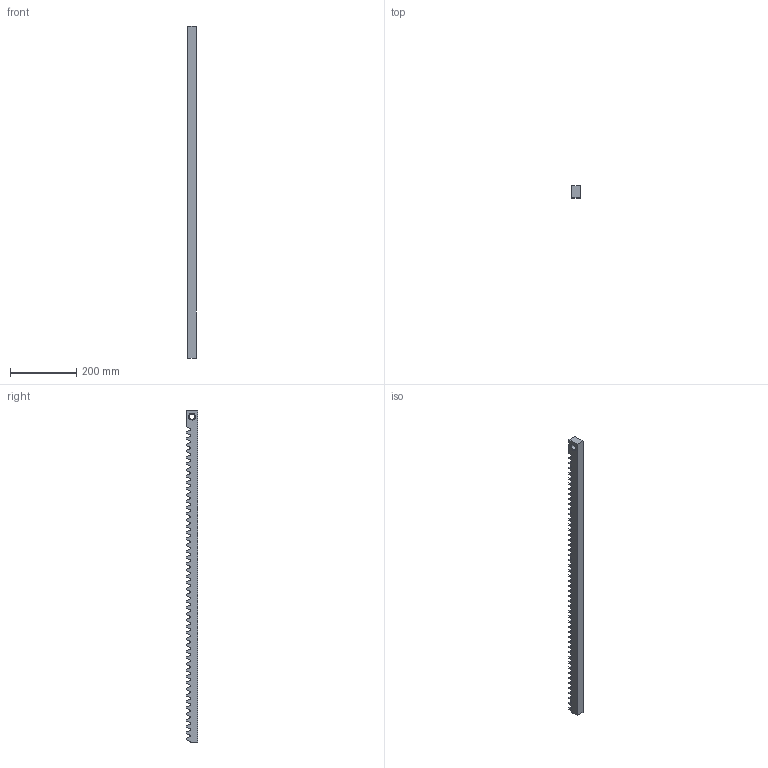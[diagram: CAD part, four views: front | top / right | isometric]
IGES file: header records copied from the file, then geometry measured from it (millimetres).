
Global section: file name: 51355_1297_08; native system: Autodesk Inventor 2022; preprocessor: unknown; author: Nesvadba; date: 20240219.123838; units: millimetre
Bounding box: 25 x 35 x 1000 mm (x, y, z)
Volume: 724027.3 mm3; surface area: 131115.1 mm2
Topology: 1 solids, 1 shells, 211 faces, 629 edges, 420 vertices
Faces by surface type: bspline 211
